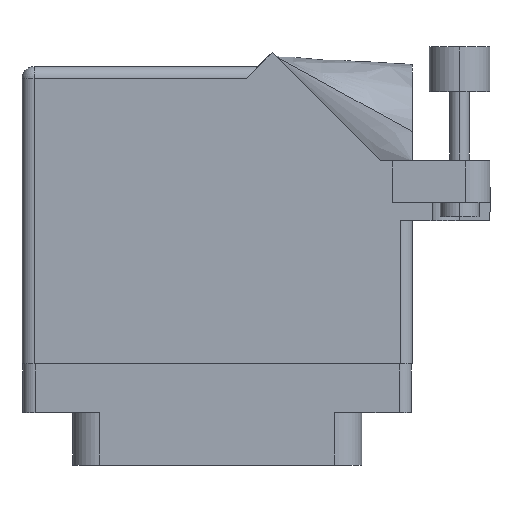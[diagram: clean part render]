
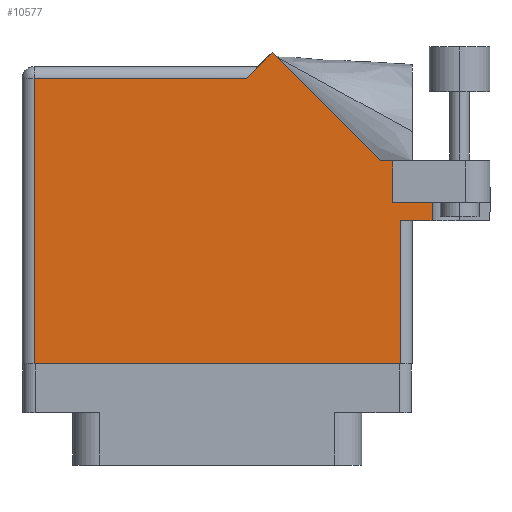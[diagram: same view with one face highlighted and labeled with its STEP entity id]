
A CAD part, front view. The second image highlights one B-rep face of the part: STEP entity #10577.
In plain terms, the highlighted face is planar.
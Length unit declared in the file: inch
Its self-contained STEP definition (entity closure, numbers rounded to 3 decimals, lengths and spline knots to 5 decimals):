
#93 = EDGE_CURVE ( 'NONE', #27804, #10477, #1279, .T. ) ;
#294 = LINE ( 'NONE', #14812, #1396 ) ;
#296 = DIRECTION ( 'NONE',  ( 1., 0., 0. ) ) ;
#580 = EDGE_LOOP ( 'NONE', ( #30457, #2087, #25855, #35323, #36356, #30980, #7629, #30630, #35319, #29805, #10128 ) ) ;
#641 = VECTOR ( 'NONE', #12492, 39.37008 ) ;
#665 = LINE ( 'NONE', #33618, #17555 ) ;
#717 = VECTOR ( 'NONE', #915, 39.37008 ) ;
#915 = DIRECTION ( 'NONE',  ( -0.707, 0.707, 0. ) ) ;
#1279 = LINE ( 'NONE', #12872, #641 ) ;
#1396 = VECTOR ( 'NONE', #26234, 39.37008 ) ;
#1423 = CARTESIAN_POINT ( 'NONE',  ( 0.28271, 1.50071, 0.455 ) ) ;
#1827 = DIRECTION ( 'NONE',  ( 1., 0., 0. ) ) ;
#1871 = CARTESIAN_POINT ( 'NONE',  ( 0.212, 1.43, 0.455 ) ) ;
#2087 = ORIENTED_EDGE ( 'NONE', *, *, #28044, .T. ) ;
#2242 = CARTESIAN_POINT ( 'NONE',  ( -0.943, -0.1, 0.455 ) ) ;
#2255 = EDGE_CURVE ( 'NONE', #10477, #31679, #36147, .T. ) ;
#2411 = DIRECTION ( 'NONE',  ( 0., 1., 0. ) ) ;
#2686 = CARTESIAN_POINT ( 'NONE',  ( -1.005, 1.368, 0.455 ) ) ;
#3234 = CARTESIAN_POINT ( 'NONE',  ( 0.905, 0.944, 0.455 ) ) ;
#3297 = DIRECTION ( 'NONE',  ( 0., -1., 0. ) ) ;
#3430 = EDGE_CURVE ( 'NONE', #24607, #25460, #665, .T. ) ;
#4152 = DIRECTION ( 'NONE',  ( 0., 0., -1. ) ) ;
#4765 = DIRECTION ( 'NONE',  ( 0., -1., 0. ) ) ;
#6492 = VERTEX_POINT ( 'NONE', #1423 ) ;
#7541 = VERTEX_POINT ( 'NONE', #14796 ) ;
#7629 = ORIENTED_EDGE ( 'NONE', *, *, #2255, .T. ) ;
#8848 = CARTESIAN_POINT ( 'NONE',  ( 0.905, 0.731, 0.455 ) ) ;
#9301 = EDGE_CURVE ( 'NONE', #6492, #33212, #32430, .T. ) ;
#10128 = ORIENTED_EDGE ( 'NONE', *, *, #33466, .T. ) ;
#10199 = DIRECTION ( 'NONE',  ( -1., 0., 0. ) ) ;
#10477 = VERTEX_POINT ( 'NONE', #3234 ) ;
#10567 = DIRECTION ( 'NONE',  ( -1., 0., 0. ) ) ;
#10577 = ADVANCED_FACE ( 'NONE', ( #29541 ), #18670, .F. ) ;
#11107 = CARTESIAN_POINT ( 'NONE',  ( 0.905, 0.731, 0.455 ) ) ;
#12492 = DIRECTION ( 'NONE',  ( 0., 1., 0. ) ) ;
#12581 = CARTESIAN_POINT ( 'NONE',  ( -1.005, 1.43, 0.455 ) ) ;
#12676 = EDGE_CURVE ( 'NONE', #27804, #7541, #31126, .T. ) ;
#12872 = CARTESIAN_POINT ( 'NONE',  ( 0.905, 0.731, 0.455 ) ) ;
#12916 = LINE ( 'NONE', #27109, #35106 ) ;
#13675 = VERTEX_POINT ( 'NONE', #2242 ) ;
#14796 = CARTESIAN_POINT ( 'NONE',  ( 1.1065, 0.731, 0.455 ) ) ;
#14812 = CARTESIAN_POINT ( 'NONE',  ( -1.005, -0.1, 0.455 ) ) ;
#16042 = EDGE_CURVE ( 'NONE', #33212, #23858, #36181, .T. ) ;
#16189 = DIRECTION ( 'NONE',  ( -0.707, -0.707, 0. ) ) ;
#17092 = VECTOR ( 'NONE', #10567, 39.37008 ) ;
#17555 = VECTOR ( 'NONE', #296, 39.37008 ) ;
#17695 = VECTOR ( 'NONE', #16189, 39.37008 ) ;
#18670 = PLANE ( 'NONE',  #34816 ) ;
#20261 = LINE ( 'NONE', #34789, #717 ) ;
#21678 = DIRECTION ( 'NONE',  ( -1., 0., 0. ) ) ;
#21921 = EDGE_CURVE ( 'NONE', #31679, #6492, #20261, .T. ) ;
#22641 = VECTOR ( 'NONE', #4765, 39.37008 ) ;
#22733 = VECTOR ( 'NONE', #1827, 39.37008 ) ;
#22845 = CARTESIAN_POINT ( 'NONE',  ( 1.1065, 1.06177, 0.455 ) ) ;
#23858 = VERTEX_POINT ( 'NONE', #34696 ) ;
#24607 = VERTEX_POINT ( 'NONE', #27968 ) ;
#25039 = LINE ( 'NONE', #22845, #35528 ) ;
#25460 = VERTEX_POINT ( 'NONE', #27883 ) ;
#25582 = VECTOR ( 'NONE', #21678, 39.37008 ) ;
#25855 = ORIENTED_EDGE ( 'NONE', *, *, #3430, .T. ) ;
#26234 = DIRECTION ( 'NONE',  ( 1., 0., 0. ) ) ;
#26897 = VERTEX_POINT ( 'NONE', #31233 ) ;
#27069 = CARTESIAN_POINT ( 'NONE',  ( -0.943, -0.1, 0.455 ) ) ;
#27109 = CARTESIAN_POINT ( 'NONE',  ( 0.943, 0.637, 0.455 ) ) ;
#27804 = VERTEX_POINT ( 'NONE', #11107 ) ;
#27883 = CARTESIAN_POINT ( 'NONE',  ( 1.1065, 0.637, 0.455 ) ) ;
#27968 = CARTESIAN_POINT ( 'NONE',  ( 0.943, 0.637, 0.455 ) ) ;
#28044 = EDGE_CURVE ( 'NONE', #26897, #24607, #12916, .T. ) ;
#29111 = CARTESIAN_POINT ( 'NONE',  ( 0.83942, 0.944, 0.455 ) ) ;
#29541 = FACE_OUTER_BOUND ( 'NONE', #580, .T. ) ;
#29616 = LINE ( 'NONE', #27069, #22641 ) ;
#29805 = ORIENTED_EDGE ( 'NONE', *, *, #16042, .T. ) ;
#30457 = ORIENTED_EDGE ( 'NONE', *, *, #34196, .T. ) ;
#30630 = ORIENTED_EDGE ( 'NONE', *, *, #21921, .T. ) ;
#30980 = ORIENTED_EDGE ( 'NONE', *, *, #93, .T. ) ;
#31126 = LINE ( 'NONE', #8848, #22733 ) ;
#31233 = CARTESIAN_POINT ( 'NONE',  ( 0.943, -0.1, 0.455 ) ) ;
#31679 = VERTEX_POINT ( 'NONE', #29111 ) ;
#32430 = LINE ( 'NONE', #1871, #17695 ) ;
#33212 = VERTEX_POINT ( 'NONE', #33689 ) ;
#33466 = EDGE_CURVE ( 'NONE', #23858, #13675, #29616, .T. ) ;
#33618 = CARTESIAN_POINT ( 'NONE',  ( 1.005, 0.637, 0.455 ) ) ;
#33689 = CARTESIAN_POINT ( 'NONE',  ( 0.15, 1.368, 0.455 ) ) ;
#34196 = EDGE_CURVE ( 'NONE', #13675, #26897, #294, .T. ) ;
#34696 = CARTESIAN_POINT ( 'NONE',  ( -0.943, 1.368, 0.455 ) ) ;
#34789 = CARTESIAN_POINT ( 'NONE',  ( 0.83942, 0.944, 0.455 ) ) ;
#34805 = EDGE_CURVE ( 'NONE', #7541, #25460, #25039, .T. ) ;
#34816 = AXIS2_PLACEMENT_3D ( 'NONE', #12581, #4152, #10199 ) ;
#35106 = VECTOR ( 'NONE', #2411, 39.37008 ) ;
#35319 = ORIENTED_EDGE ( 'NONE', *, *, #9301, .T. ) ;
#35323 = ORIENTED_EDGE ( 'NONE', *, *, #34805, .F. ) ;
#35528 = VECTOR ( 'NONE', #3297, 39.37008 ) ;
#35797 = CARTESIAN_POINT ( 'NONE',  ( 1.405, 0.944, 0.455 ) ) ;
#36147 = LINE ( 'NONE', #35797, #17092 ) ;
#36181 = LINE ( 'NONE', #2686, #25582 ) ;
#36356 = ORIENTED_EDGE ( 'NONE', *, *, #12676, .F. ) ;
